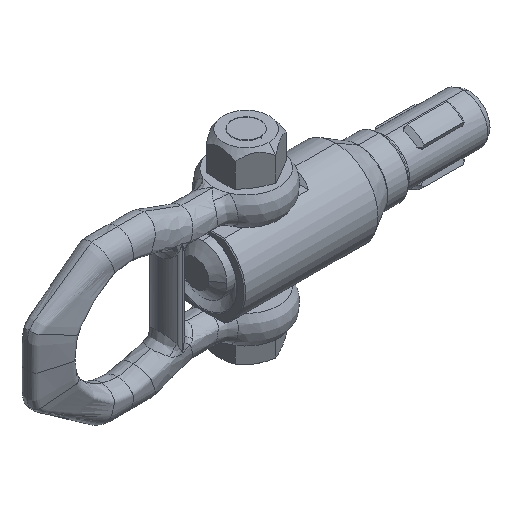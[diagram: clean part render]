
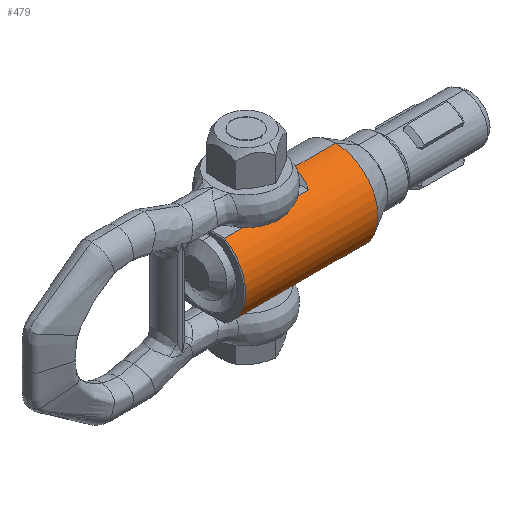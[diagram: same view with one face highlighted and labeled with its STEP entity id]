
A CAD part, isometric view. The second image highlights one B-rep face of the part: STEP entity #479.
In plain terms, the highlighted cylindrical face has radius 15 mm (diameter 30 mm), a partial arc.
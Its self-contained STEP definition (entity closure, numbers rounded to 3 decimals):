
#479=ADVANCED_FACE('',(#994),#995,.T.);
#994=FACE_OUTER_BOUND('',#9382,.T.);
#995=CYLINDRICAL_SURFACE('',#9383,15.0);
#9382=EDGE_LOOP('',(#10711,#10712,#10713,#10714,#10715,#10716,#10717,#10718));
#9383=AXIS2_PLACEMENT_3D('',#10719,#10720,#10721);
#10711=ORIENTED_EDGE('',*,*,#11551,.T.);
#10712=ORIENTED_EDGE('',*,*,#11624,.T.);
#10713=ORIENTED_EDGE('',*,*,#11625,.T.);
#10714=ORIENTED_EDGE('',*,*,#11626,.F.);
#10715=ORIENTED_EDGE('',*,*,#11627,.T.);
#10716=ORIENTED_EDGE('',*,*,#11628,.T.);
#10717=ORIENTED_EDGE('',*,*,#11553,.T.);
#10718=ORIENTED_EDGE('',*,*,#11622,.T.);
#10719=CARTESIAN_POINT('',(0.0,0.0,0.0));
#10720=DIRECTION('',(1.0,-0.0,0.0));
#10721=DIRECTION('',(0.0,0.0,1.0));
#11551=EDGE_CURVE('',#12498,#12499,#12500,.T.);
#11553=EDGE_CURVE('',#12503,#12501,#12504,.T.);
#11622=EDGE_CURVE('',#12501,#12498,#12601,.T.);
#11624=EDGE_CURVE('',#12499,#12603,#12604,.T.);
#11625=EDGE_CURVE('',#12603,#12605,#12606,.T.);
#11626=EDGE_CURVE('',#12607,#12605,#12608,.T.);
#11627=EDGE_CURVE('',#12607,#12609,#12610,.T.);
#11628=EDGE_CURVE('',#12609,#12503,#12611,.T.);
#12498=VERTEX_POINT('',#19197);
#12499=VERTEX_POINT('',#19198);
#12500=LINE('',#19199,#19200);
#12501=VERTEX_POINT('',#19201);
#12503=VERTEX_POINT('',#19203);
#12504=LINE('',#19204,#19205);
#12601=CIRCLE('',#19316,15.0);
#12603=VERTEX_POINT('',#19318);
#12604=ELLIPSE('',#19319,21.213,15.);
#12605=VERTEX_POINT('',#19320);
#12606=LINE('',#19321,#19322);
#12607=VERTEX_POINT('',#19323);
#12608=CIRCLE('',#19324,15.0);
#12609=VERTEX_POINT('',#19325);
#12610=LINE('',#19326,#19327);
#12611=ELLIPSE('',#19328,21.213,15.);
#19197=CARTESIAN_POINT('',(47.146,0.0,15.0));
#19198=CARTESIAN_POINT('',(32.0,0.,15.0));
#19199=CARTESIAN_POINT('',(23.723,0.,15.0));
#19200=VECTOR('',#20197,1.0);
#19201=CARTESIAN_POINT('',(47.146,0.,-15.0));
#19203=CARTESIAN_POINT('',(32.0,0.,-15.0));
#19204=CARTESIAN_POINT('',(0.0,0.,-15.0));
#19205=VECTOR('',#20201,15.0);
#19316=AXIS2_PLACEMENT_3D('',#20321,#20322,#20323);
#19318=CARTESIAN_POINT('',(30.0,-7.483,13.0));
#19319=AXIS2_PLACEMENT_3D('',#20324,#20325,#20326);
#19320=CARTESIAN_POINT('',(0.3,-7.483,13.0));
#19321=CARTESIAN_POINT('',(0.,-7.483,13.0));
#19322=VECTOR('',#20327,1000.0);
#19323=CARTESIAN_POINT('',(0.3,-7.483,-13.0));
#19324=AXIS2_PLACEMENT_3D('',#20328,#20329,#20330);
#19325=CARTESIAN_POINT('',(30.0,-7.483,-13.0));
#19326=CARTESIAN_POINT('',(0.,-7.483,-13.0));
#19327=VECTOR('',#20331,1000.0);
#19328=AXIS2_PLACEMENT_3D('',#20332,#20333,#20334);
#20197=DIRECTION('',(-1.0,0.0,-0.0));
#20201=DIRECTION('',(1.0,0.0,0.0));
#20321=CARTESIAN_POINT('',(47.146,0.0,0.0));
#20322=DIRECTION('',(-1.0,0.0,0.0));
#20323=DIRECTION('',(0.0,0.0,1.0));
#20324=CARTESIAN_POINT('',(17.,0.,0.));
#20325=DIRECTION('',(0.707,0.,-0.707));
#20326=DIRECTION('',(0.707,0.,0.707));
#20327=DIRECTION('',(-1.0,0.0,0.0));
#20328=CARTESIAN_POINT('',(0.3,0.0,0.0));
#20329=DIRECTION('',(-1.0,0.0,0.0));
#20330=DIRECTION('',(0.0,0.0,1.0));
#20331=DIRECTION('',(1.0,0.0,0.0));
#20332=CARTESIAN_POINT('',(17.,0.,0.));
#20333=DIRECTION('',(0.707,0.,0.707));
#20334=DIRECTION('',(0.707,0.,-0.707));
